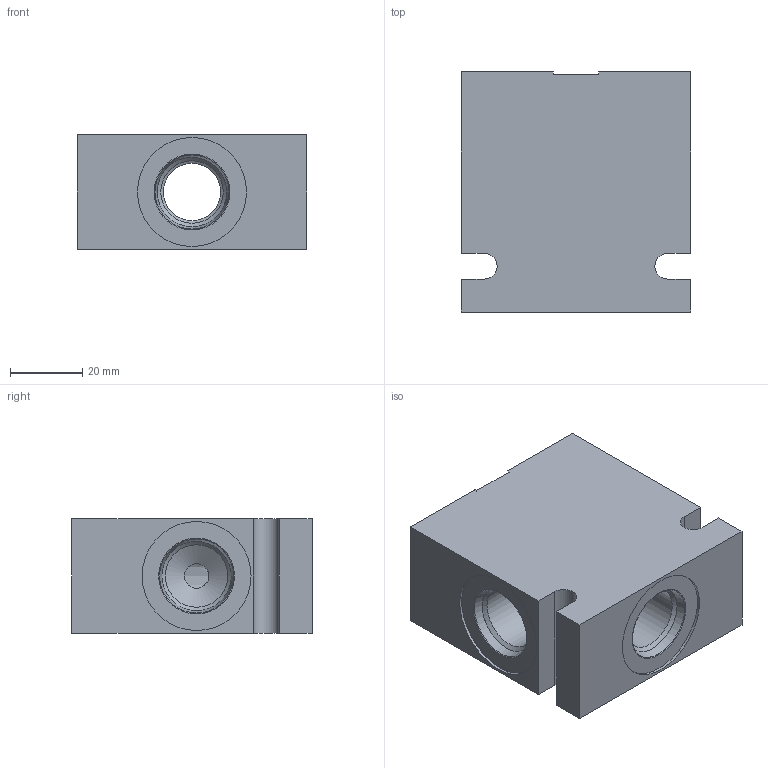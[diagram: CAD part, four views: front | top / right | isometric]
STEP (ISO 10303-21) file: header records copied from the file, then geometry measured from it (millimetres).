
FILE_DESCRIPTION((''),'2;1');
FILE_NAME('10-3-8T.stp','2015-06-04T10:26:22',('jml'),(''),'Autodesk Inventor 2010','Autodesk Inventor 2010','');
FILE_SCHEMA(('AUTOMOTIVE_DESIGN { 1 0 10303 214 1 1 1 1 }'));
Length unit declared in the file: inch
Products named in the file (1): 300143-8T
Bounding box: 63.5 x 66.55 x 31.75 mm (x, y, z)
Volume: 100656.9 mm3; surface area: 22673.5 mm2
Topology: 1 solids, 1 shells, 53 faces, 125 edges, 79 vertices
Faces by surface type: plane 21, bspline 13, cone 8, cylinder 7, torus 4
Full cylindrical faces by diameter (mm): 30.175 x3
Entity records: 1577 total; most frequent: CARTESIAN_POINT 515, DIRECTION 210, ORIENTED_EDGE 172, EDGE_LOOP 94, EDGE_CURVE 86, AXIS2_PLACEMENT_3D 85, VERTEX_POINT 70, FACE_OUTER_BOUND 53
